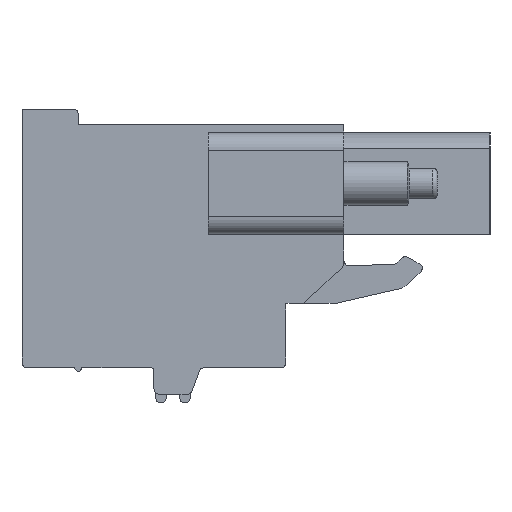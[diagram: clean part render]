
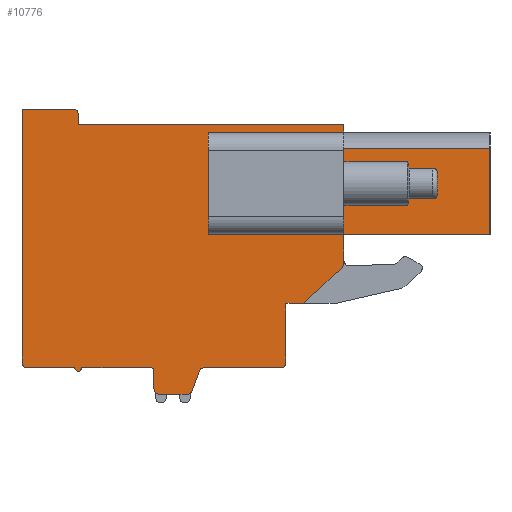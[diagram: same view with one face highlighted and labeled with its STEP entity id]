
A CAD part, left-side view. The second image highlights one B-rep face of the part: STEP entity #10776.
In plain terms, the highlighted planar face has unit normal (-1, 0, 0).
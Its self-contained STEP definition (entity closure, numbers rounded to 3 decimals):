
#1=DIRECTION('',(0.,0.,-1.));
#2=VECTOR('',#1,1.325);
#3=CARTESIAN_POINT('',(0.,-5.66,6.96));
#4=LINE('',#3,#2);
#5=DIRECTION('',(0.,1.,0.));
#6=VECTOR('',#5,8.3);
#7=CARTESIAN_POINT('',(0.,-13.96,5.635));
#8=LINE('',#7,#6);
#9=DIRECTION('',(0.,1.,0.));
#10=VECTOR('',#9,8.3);
#11=CARTESIAN_POINT('',(0.,-13.96,0.73));
#12=LINE('',#11,#10);
#13=DIRECTION('',(0.,0.,-1.));
#14=VECTOR('',#13,1.64);
#15=CARTESIAN_POINT('',(0.,-5.66,0.73));
#16=LINE('',#15,#14);
#17=CARTESIAN_POINT('',(0.,-5.36,-0.91));
#18=DIRECTION('',(1.,0.,0.));
#19=DIRECTION('',(0.,-1.,0.));
#20=AXIS2_PLACEMENT_3D('',#17,#18,#19);
#22=DIRECTION('',(0.,0.731,-0.683));
#23=VECTOR('',#22,3.018);
#24=CARTESIAN_POINT('',(0.,-5.565,-1.129));
#25=LINE('',#24,#23);
#26=DIRECTION('',(0.,1.,0.));
#27=VECTOR('',#26,1.);
#28=CARTESIAN_POINT('',(0.,-3.36,-3.19));
#29=LINE('',#28,#27);
#30=DIRECTION('',(0.,0.,-1.));
#31=VECTOR('',#30,0.5);
#32=CARTESIAN_POINT('',(0.,-2.36,-3.19));
#33=LINE('',#32,#31);
#34=DIRECTION('',(0.,0.,-1.));
#35=VECTOR('',#34,2.35);
#36=CARTESIAN_POINT('',(0.,-2.36,-3.69));
#37=LINE('',#36,#35);
#38=DIRECTION('',(0.,0.,-1.));
#39=VECTOR('',#38,0.5);
#40=CARTESIAN_POINT('',(0.,-2.36,-6.04));
#41=LINE('',#40,#39);
#42=CARTESIAN_POINT('',(0.,-2.06,-6.54));
#43=DIRECTION('',(1.,0.,0.));
#44=DIRECTION('',(0.,-1.,0.));
#45=AXIS2_PLACEMENT_3D('',#42,#43,#44);
#47=DIRECTION('',(0.,1.,0.));
#48=VECTOR('',#47,4.34);
#49=CARTESIAN_POINT('',(0.,-2.06,-6.84));
#50=LINE('',#49,#48);
#51=CARTESIAN_POINT('',(0.,2.28,-7.14));
#52=DIRECTION('',(-1.,0.,0.));
#53=DIRECTION('',(0.,0.,1.));
#54=AXIS2_PLACEMENT_3D('',#51,#52,#53);
#56=DIRECTION('',(0.,0.345,-0.939));
#57=VECTOR('',#56,1.179);
#58=CARTESIAN_POINT('',(0.,2.562,-7.037));
#59=LINE('',#58,#57);
#60=CARTESIAN_POINT('',(0.,3.25,-8.04));
#61=DIRECTION('',(1.,0.,0.));
#62=DIRECTION('',(0.,-0.939,-0.345));
#63=AXIS2_PLACEMENT_3D('',#60,#61,#62);
#65=DIRECTION('',(0.,1.,0.));
#66=VECTOR('',#65,1.59);
#67=CARTESIAN_POINT('',(0.,3.25,-8.34));
#68=LINE('',#67,#66);
#69=CARTESIAN_POINT('',(0.,4.84,-8.04));
#70=DIRECTION('',(1.,0.,0.));
#71=DIRECTION('',(0.,0.,-1.));
#72=AXIS2_PLACEMENT_3D('',#69,#70,#71);
#74=DIRECTION('',(0.,0.,1.));
#75=VECTOR('',#74,1.);
#76=CARTESIAN_POINT('',(0.,5.14,-8.04));
#77=LINE('',#76,#75);
#78=CARTESIAN_POINT('',(0.,5.34,-7.04));
#79=DIRECTION('',(-1.,0.,0.));
#80=DIRECTION('',(0.,-1.,0.));
#81=AXIS2_PLACEMENT_3D('',#78,#79,#80);
#83=DIRECTION('',(0.,1.,0.));
#84=VECTOR('',#83,3.9);
#85=CARTESIAN_POINT('',(0.,5.34,-6.84));
#86=LINE('',#85,#84);
#87=CARTESIAN_POINT('',(0.,9.44,-6.84));
#88=DIRECTION('',(1.,0.,0.));
#89=DIRECTION('',(0.,-1.,0.));
#90=AXIS2_PLACEMENT_3D('',#87,#88,#89);
#92=DIRECTION('',(0.,1.,0.));
#93=VECTOR('',#92,2.7);
#94=CARTESIAN_POINT('',(0.,9.64,-6.84));
#95=LINE('',#94,#93);
#96=CARTESIAN_POINT('',(0.,12.34,-6.54));
#97=DIRECTION('',(1.,0.,0.));
#98=DIRECTION('',(0.,0.,-1.));
#99=AXIS2_PLACEMENT_3D('',#96,#97,#98);
#101=DIRECTION('',(0.,0.,1.));
#102=VECTOR('',#101,0.5);
#103=CARTESIAN_POINT('',(0.,12.64,-6.54));
#104=LINE('',#103,#102);
#105=DIRECTION('',(0.,0.,1.));
#106=VECTOR('',#105,13.9);
#107=CARTESIAN_POINT('',(0.,12.64,-6.04));
#108=LINE('',#107,#106);
#109=DIRECTION('',(0.,-1.,0.));
#110=VECTOR('',#109,2.9);
#111=CARTESIAN_POINT('',(0.,12.64,7.86));
#112=LINE('',#111,#110);
#113=CARTESIAN_POINT('',(0.,9.74,7.56));
#114=DIRECTION('',(1.,0.,0.));
#115=DIRECTION('',(0.,0.,1.));
#116=AXIS2_PLACEMENT_3D('',#113,#114,#115);
#118=DIRECTION('',(0.,0.,-1.));
#119=VECTOR('',#118,0.6);
#120=CARTESIAN_POINT('',(0.,9.44,7.56));
#121=LINE('',#120,#119);
#122=DIRECTION('',(0.,-1.,0.));
#123=VECTOR('',#122,15.1);
#124=CARTESIAN_POINT('',(0.,9.44,6.96));
#125=LINE('',#124,#123);
#126=DIRECTION('',(0.,-1.,0.));
#127=VECTOR('',#126,6.1);
#128=CARTESIAN_POINT('',(0.,2.04,0.73));
#129=LINE('',#128,#127);
#130=DIRECTION('',(0.,0.,1.));
#131=VECTOR('',#130,5.8);
#132=CARTESIAN_POINT('',(0.,-4.06,0.73));
#133=LINE('',#132,#131);
#134=DIRECTION('',(0.,1.,0.));
#135=VECTOR('',#134,6.1);
#136=CARTESIAN_POINT('',(0.,-4.06,6.53));
#137=LINE('',#136,#135);
#6587=DIRECTION('',(0.,0.,1.));
#6588=VECTOR('',#6587,4.905);
#6589=CARTESIAN_POINT('',(0.,-13.96,0.73));
#6590=LINE('',#6589,#6588);
#7894=DIRECTION('',(0.,0.,1.));
#7895=VECTOR('',#7894,5.8);
#7896=CARTESIAN_POINT('',(0.,2.04,0.73));
#7897=LINE('',#7896,#7895);
#8155=CARTESIAN_POINT('',(0.,12.34,-6.84));
#8156=CARTESIAN_POINT('',(0.,12.64,-6.54));
#8157=VERTEX_POINT('',#8155);
#8158=VERTEX_POINT('',#8156);
#8159=CARTESIAN_POINT('',(0.,12.64,-6.04));
#8160=VERTEX_POINT('',#8159);
#8161=CARTESIAN_POINT('',(0.,12.64,7.86));
#8162=VERTEX_POINT('',#8161);
#8163=CARTESIAN_POINT('',(0.,9.74,7.86));
#8164=VERTEX_POINT('',#8163);
#8165=CARTESIAN_POINT('',(0.,9.44,7.56));
#8166=VERTEX_POINT('',#8165);
#8167=CARTESIAN_POINT('',(0.,9.44,6.96));
#8168=VERTEX_POINT('',#8167);
#8169=CARTESIAN_POINT('',(0.,-5.66,6.96));
#8170=VERTEX_POINT('',#8169);
#8171=CARTESIAN_POINT('',(0.,-5.66,-0.91));
#8172=CARTESIAN_POINT('',(0.,-5.565,-1.129));
#8173=VERTEX_POINT('',#8171);
#8174=VERTEX_POINT('',#8172);
#8175=CARTESIAN_POINT('',(0.,-3.36,-3.19));
#8176=VERTEX_POINT('',#8175);
#8177=CARTESIAN_POINT('',(0.,-2.36,-3.19));
#8178=VERTEX_POINT('',#8177);
#8179=CARTESIAN_POINT('',(0.,-2.36,-3.69));
#8180=VERTEX_POINT('',#8179);
#8181=CARTESIAN_POINT('',(0.,-2.36,-6.04));
#8182=VERTEX_POINT('',#8181);
#8183=CARTESIAN_POINT('',(0.,-2.36,-6.54));
#8184=VERTEX_POINT('',#8183);
#8185=CARTESIAN_POINT('',(0.,-2.06,-6.84));
#8186=VERTEX_POINT('',#8185);
#8187=CARTESIAN_POINT('',(0.,2.28,-6.84));
#8188=VERTEX_POINT('',#8187);
#8189=CARTESIAN_POINT('',(0.,2.562,-7.037));
#8190=VERTEX_POINT('',#8189);
#8191=CARTESIAN_POINT('',(0.,2.968,-8.143));
#8192=VERTEX_POINT('',#8191);
#8193=CARTESIAN_POINT('',(0.,3.25,-8.34));
#8194=VERTEX_POINT('',#8193);
#8195=CARTESIAN_POINT('',(0.,4.84,-8.34));
#8196=VERTEX_POINT('',#8195);
#8197=CARTESIAN_POINT('',(0.,5.14,-8.04));
#8198=VERTEX_POINT('',#8197);
#8199=CARTESIAN_POINT('',(0.,5.14,-7.04));
#8200=VERTEX_POINT('',#8199);
#8201=CARTESIAN_POINT('',(0.,5.34,-6.84));
#8202=VERTEX_POINT('',#8201);
#8203=CARTESIAN_POINT('',(0.,9.24,-6.84));
#8204=VERTEX_POINT('',#8203);
#8205=CARTESIAN_POINT('',(0.,9.64,-6.84));
#8206=VERTEX_POINT('',#8205);
#8283=CARTESIAN_POINT('',(0.,-13.96,0.73));
#8284=VERTEX_POINT('',#8283);
#8285=CARTESIAN_POINT('',(0.,-5.66,0.73));
#8286=VERTEX_POINT('',#8285);
#8511=CARTESIAN_POINT('',(0.,-13.96,5.635));
#8513=VERTEX_POINT('',#8511);
#10535=CARTESIAN_POINT('',(0.,2.04,0.73));
#10536=CARTESIAN_POINT('',(0.,2.04,6.53));
#10537=VERTEX_POINT('',#10535);
#10538=VERTEX_POINT('',#10536);
#10543=CARTESIAN_POINT('',(0.,-4.06,0.73));
#10545=VERTEX_POINT('',#10543);
#10547=CARTESIAN_POINT('',(0.,-4.06,6.53));
#10549=VERTEX_POINT('',#10547);
#10551=CARTESIAN_POINT('',(0.,-5.66,5.635));
#10552=VERTEX_POINT('',#10551);
#10699=CARTESIAN_POINT('',(0.,0.,0.));
#10700=DIRECTION('',(1.,0.,0.));
#10701=DIRECTION('',(0.,-1.,0.));
#10702=AXIS2_PLACEMENT_3D('',#10699,#10700,#10701);
#10703=PLANE('',#10702);
#10705=ORIENTED_EDGE('',*,*,#10704,.T.);
#10707=ORIENTED_EDGE('',*,*,#10706,.F.);
#10709=ORIENTED_EDGE('',*,*,#10708,.F.);
#10711=ORIENTED_EDGE('',*,*,#10710,.T.);
#10713=ORIENTED_EDGE('',*,*,#10712,.T.);
#10715=ORIENTED_EDGE('',*,*,#10714,.T.);
#10717=ORIENTED_EDGE('',*,*,#10716,.T.);
#10719=ORIENTED_EDGE('',*,*,#10718,.T.);
#10721=ORIENTED_EDGE('',*,*,#10720,.T.);
#10723=ORIENTED_EDGE('',*,*,#10722,.T.);
#10725=ORIENTED_EDGE('',*,*,#10724,.T.);
#10727=ORIENTED_EDGE('',*,*,#10726,.T.);
#10729=ORIENTED_EDGE('',*,*,#10728,.T.);
#10731=ORIENTED_EDGE('',*,*,#10730,.T.);
#10733=ORIENTED_EDGE('',*,*,#10732,.T.);
#10735=ORIENTED_EDGE('',*,*,#10734,.T.);
#10737=ORIENTED_EDGE('',*,*,#10736,.T.);
#10739=ORIENTED_EDGE('',*,*,#10738,.T.);
#10741=ORIENTED_EDGE('',*,*,#10740,.T.);
#10743=ORIENTED_EDGE('',*,*,#10742,.T.);
#10745=ORIENTED_EDGE('',*,*,#10744,.T.);
#10747=ORIENTED_EDGE('',*,*,#10746,.T.);
#10749=ORIENTED_EDGE('',*,*,#10748,.T.);
#10751=ORIENTED_EDGE('',*,*,#10750,.T.);
#10753=ORIENTED_EDGE('',*,*,#10752,.T.);
#10755=ORIENTED_EDGE('',*,*,#10754,.T.);
#10757=ORIENTED_EDGE('',*,*,#10756,.T.);
#10759=ORIENTED_EDGE('',*,*,#10758,.T.);
#10761=ORIENTED_EDGE('',*,*,#10760,.T.);
#10763=ORIENTED_EDGE('',*,*,#10762,.T.);
#10764=EDGE_LOOP('',(#10705,#10707,#10709,#10711,#10713,#10715,#10717,#10719,
#10721,#10723,#10725,#10727,#10729,#10731,#10733,#10735,#10737,#10739,#10741,
#10743,#10745,#10747,#10749,#10751,#10753,#10755,#10757,#10759,#10761,#10763));
#10765=FACE_OUTER_BOUND('',#10764,.F.);
#10767=ORIENTED_EDGE('',*,*,#10766,.T.);
#10769=ORIENTED_EDGE('',*,*,#10768,.T.);
#10771=ORIENTED_EDGE('',*,*,#10770,.T.);
#10773=ORIENTED_EDGE('',*,*,#10772,.F.);
#10774=EDGE_LOOP('',(#10767,#10769,#10771,#10773));
#10775=FACE_BOUND('',#10774,.F.);
#10776=ADVANCED_FACE('',(#10765,#10775),#10703,.F.);
#21=CIRCLE('',#20,0.3);
#46=CIRCLE('',#45,0.3);
#55=CIRCLE('',#54,0.3);
#64=CIRCLE('',#63,0.3);
#73=CIRCLE('',#72,0.3);
#82=CIRCLE('',#81,0.2);
#91=CIRCLE('',#90,0.2);
#100=CIRCLE('',#99,0.3);
#117=CIRCLE('',#116,0.3);
#10704=EDGE_CURVE('',#8170,#10552,#4,.T.);
#10706=EDGE_CURVE('',#8513,#10552,#8,.T.);
#10708=EDGE_CURVE('',#8284,#8513,#6590,.T.);
#10710=EDGE_CURVE('',#8284,#8286,#12,.T.);
#10712=EDGE_CURVE('',#8286,#8173,#16,.T.);
#10714=EDGE_CURVE('',#8173,#8174,#21,.T.);
#10716=EDGE_CURVE('',#8174,#8176,#25,.T.);
#10718=EDGE_CURVE('',#8176,#8178,#29,.T.);
#10720=EDGE_CURVE('',#8178,#8180,#33,.T.);
#10722=EDGE_CURVE('',#8180,#8182,#37,.T.);
#10724=EDGE_CURVE('',#8182,#8184,#41,.T.);
#10726=EDGE_CURVE('',#8184,#8186,#46,.T.);
#10728=EDGE_CURVE('',#8186,#8188,#50,.T.);
#10730=EDGE_CURVE('',#8188,#8190,#55,.T.);
#10732=EDGE_CURVE('',#8190,#8192,#59,.T.);
#10734=EDGE_CURVE('',#8192,#8194,#64,.T.);
#10736=EDGE_CURVE('',#8194,#8196,#68,.T.);
#10738=EDGE_CURVE('',#8196,#8198,#73,.T.);
#10740=EDGE_CURVE('',#8198,#8200,#77,.T.);
#10742=EDGE_CURVE('',#8200,#8202,#82,.T.);
#10744=EDGE_CURVE('',#8202,#8204,#86,.T.);
#10746=EDGE_CURVE('',#8204,#8206,#91,.T.);
#10748=EDGE_CURVE('',#8206,#8157,#95,.T.);
#10750=EDGE_CURVE('',#8157,#8158,#100,.T.);
#10752=EDGE_CURVE('',#8158,#8160,#104,.T.);
#10754=EDGE_CURVE('',#8160,#8162,#108,.T.);
#10756=EDGE_CURVE('',#8162,#8164,#112,.T.);
#10758=EDGE_CURVE('',#8164,#8166,#117,.T.);
#10760=EDGE_CURVE('',#8166,#8168,#121,.T.);
#10762=EDGE_CURVE('',#8168,#8170,#125,.T.);
#10766=EDGE_CURVE('',#10537,#10545,#129,.T.);
#10768=EDGE_CURVE('',#10545,#10549,#133,.T.);
#10770=EDGE_CURVE('',#10549,#10538,#137,.T.);
#10772=EDGE_CURVE('',#10537,#10538,#7897,.T.);
